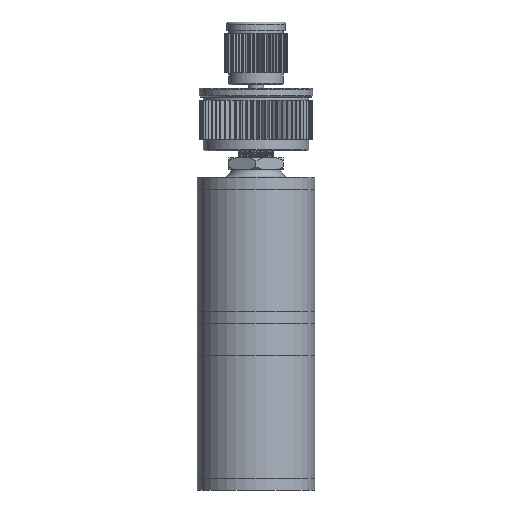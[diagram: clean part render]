
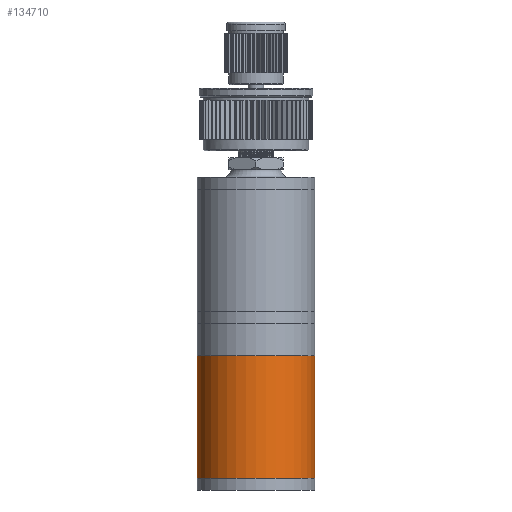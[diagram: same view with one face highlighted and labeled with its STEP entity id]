
A CAD part, front view. The second image highlights one B-rep face of the part: STEP entity #134710.
In plain terms, the highlighted cylindrical face has radius 15 mm (diameter 30 mm), a partial arc.
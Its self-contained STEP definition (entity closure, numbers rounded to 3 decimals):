
#1164 = VECTOR ( 'NONE', #18759, 1000. ) ;
#1581 = CARTESIAN_POINT ( 'NONE',  ( 0., 0., -45.6 ) ) ;
#1799 = AXIS2_PLACEMENT_3D ( 'NONE', #1581, #76437, #131629 ) ;
#3396 = DIRECTION ( 'NONE',  ( 0., 0., 1. ) ) ;
#5007 = EDGE_CURVE ( 'NONE', #143762, #69157, #96046, .T. ) ;
#9153 = CARTESIAN_POINT ( 'NONE',  ( -15., 0., -77. ) ) ;
#14264 = FACE_OUTER_BOUND ( 'NONE', #142188, .T. ) ;
#18759 = DIRECTION ( 'NONE',  ( 0., 0., 1. ) ) ;
#23713 = CIRCLE ( 'NONE', #1799, 15. ) ;
#25307 = ORIENTED_EDGE ( 'NONE', *, *, #39462, .F. ) ;
#31421 = VECTOR ( 'NONE', #3396, 1000. ) ;
#35868 = EDGE_CURVE ( 'NONE', #134357, #78306, #40942, .T. ) ;
#38718 = DIRECTION ( 'NONE',  ( 1., 0., 0. ) ) ;
#39462 = EDGE_CURVE ( 'NONE', #143762, #134357, #128304, .T. ) ;
#40942 = LINE ( 'NONE', #76152, #1164 ) ;
#47668 = AXIS2_PLACEMENT_3D ( 'NONE', #87059, #135975, #66307 ) ;
#50216 = CARTESIAN_POINT ( 'NONE',  ( 0., 0., -80. ) ) ;
#50864 = EDGE_CURVE ( 'NONE', #69157, #78306, #23713, .T. ) ;
#58332 = ORIENTED_EDGE ( 'NONE', *, *, #50864, .T. ) ;
#61707 = CYLINDRICAL_SURFACE ( 'NONE', #85842, 15. ) ;
#66307 = DIRECTION ( 'NONE',  ( 0., -1., 0. ) ) ;
#69157 = VERTEX_POINT ( 'NONE', #105201 ) ;
#76152 = CARTESIAN_POINT ( 'NONE',  ( -15., 0., -80. ) ) ;
#76437 = DIRECTION ( 'NONE',  ( 0., 0., -1. ) ) ;
#78306 = VERTEX_POINT ( 'NONE', #112625 ) ;
#79486 = ORIENTED_EDGE ( 'NONE', *, *, #35868, .F. ) ;
#85842 = AXIS2_PLACEMENT_3D ( 'NONE', #50216, #143571, #38718 ) ;
#87059 = CARTESIAN_POINT ( 'NONE',  ( 0., 0., -77. ) ) ;
#89807 = ORIENTED_EDGE ( 'NONE', *, *, #5007, .T. ) ;
#92145 = CARTESIAN_POINT ( 'NONE',  ( 15., 0., -77. ) ) ;
#96046 = LINE ( 'NONE', #97537, #31421 ) ;
#97537 = CARTESIAN_POINT ( 'NONE',  ( 15., 0., -80. ) ) ;
#105201 = CARTESIAN_POINT ( 'NONE',  ( 15., 0., -45.6 ) ) ;
#112625 = CARTESIAN_POINT ( 'NONE',  ( -15., 0., -45.6 ) ) ;
#128304 = CIRCLE ( 'NONE', #47668, 15. ) ;
#131629 = DIRECTION ( 'NONE',  ( 1., 0., 0. ) ) ;
#134357 = VERTEX_POINT ( 'NONE', #9153 ) ;
#134710 = ADVANCED_FACE ( 'NONE', ( #14264 ), #61707, .T. ) ;
#135975 = DIRECTION ( 'NONE',  ( 0., 0., -1. ) ) ;
#142188 = EDGE_LOOP ( 'NONE', ( #79486, #25307, #89807, #58332 ) ) ;
#143571 = DIRECTION ( 'NONE',  ( 0., 0., 1. ) ) ;
#143762 = VERTEX_POINT ( 'NONE', #92145 ) ;
